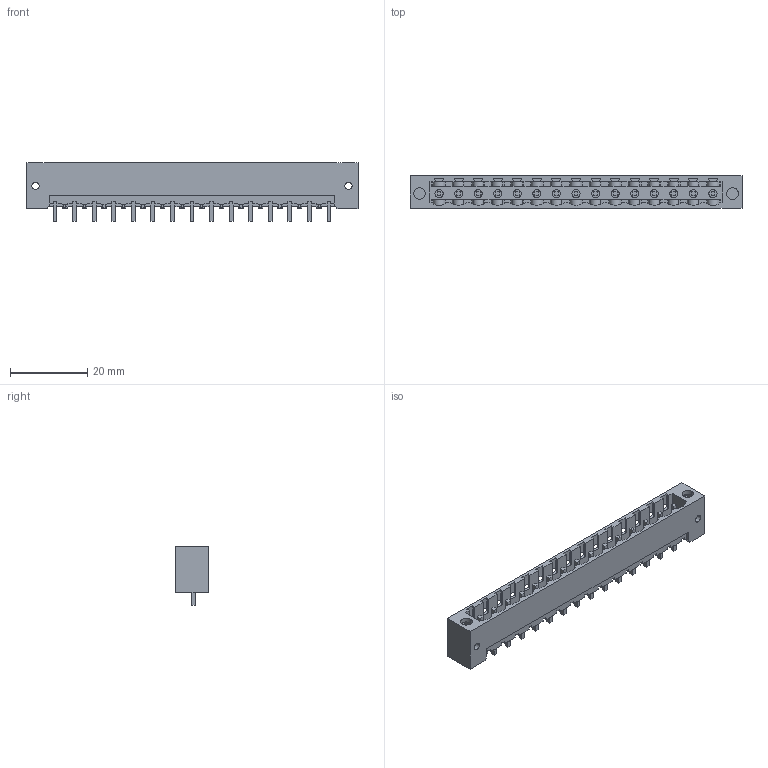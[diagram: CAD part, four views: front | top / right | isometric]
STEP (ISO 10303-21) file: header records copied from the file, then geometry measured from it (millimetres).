
FILE_DESCRIPTION(('CATIA V5 STEP Exchange','CAx-IF Rec.Pracs.--- Model Styling and Organization---1.2---2011-12-15'),'2;1');
FILE_NAME ('D1456987_0_1837910000_1837910000.stp','2018-03-19T17:33:42+00:00',('none'),('Weidmueller'),'CATIA Version 5-6 Release 2014','CATIA V5 STEP AP214','none');
FILE_SCHEMA(('AUTOMOTIVE_DESIGN { 1 0 10303 214 1 1 1 1 }'));
Length unit declared in the file: millimetre
Products named in the file (1): 1837910000
Bounding box: 86.2 x 8.43 x 15.2 mm (x, y, z)
Volume: 3167.2 mm3; surface area: 7591.1 mm2
Topology: 16 solids, 16 shells, 936 faces, 2954 edges, 2027 vertices
Faces by surface type: plane 766, cylinder 155, extrusion 15
Entity records: 34319 total; most frequent: CARTESIAN_POINT 7606, ORIENTED_EDGE 5908, DIRECTION 4503, EDGE_CURVE 2954, VECTOR 2398, LINE 2383, VERTEX_POINT 2027, AXIS2_PLACEMENT_3D 1184
